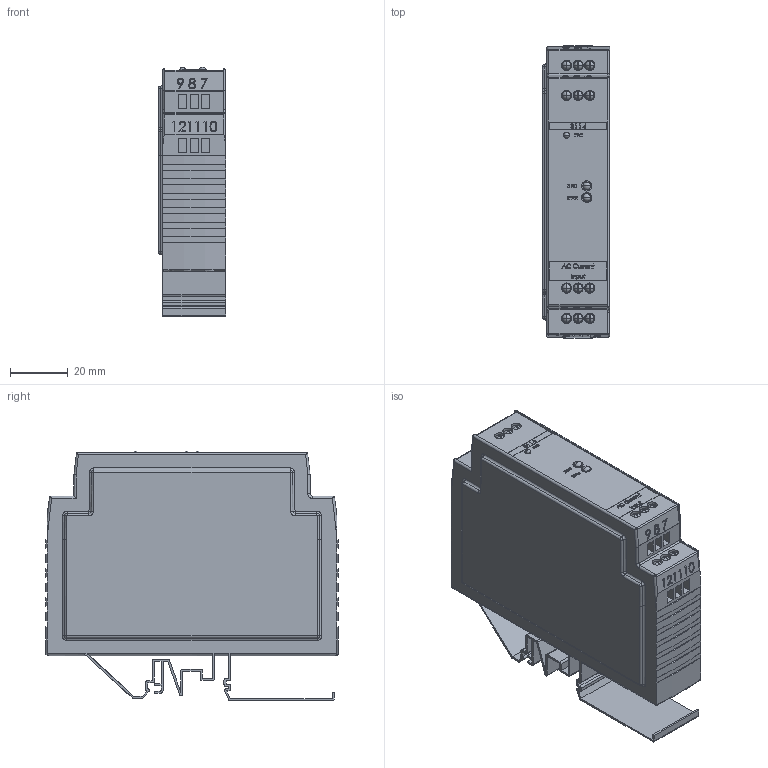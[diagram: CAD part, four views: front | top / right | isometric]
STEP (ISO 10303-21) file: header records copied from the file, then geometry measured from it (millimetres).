
FILE_DESCRIPTION (( 'STEP AP203' ), '1' );
FILE_NAME ('ADAM 3114.STEP', '2010-02-26T05:33:33', ( 'Bryan Andersen' ), ( 'Andersen 3-D Modeling' ), 'SwSTEP 2.0', 'SolidWorks 2010', '' );
FILE_SCHEMA (( 'CONFIG_CONTROL_DESIGN' ));
Length unit declared in the file: millimetre
Products named in the file (1): ADAM 3114
Bounding box: 23.2 x 100.89 x 86.11 mm (x, y, z)
Volume: 152496.2 mm3; surface area: 31372.2 mm2
Topology: 1 solids, 1 shells, 1054 faces, 2711 edges, 1750 vertices
Faces by surface type: plane 587, bspline 224, cylinder 143, sphere 64, torus 36
Entity records: 50742 total; most frequent: CARTESIAN_POINT 26397, ORIENTED_EDGE 5388, DIRECTION 4318, EDGE_CURVE 2694, VERTEX_POINT 1747, VECTOR 1728, LINE 1728, AXIS2_PLACEMENT_3D 1295
